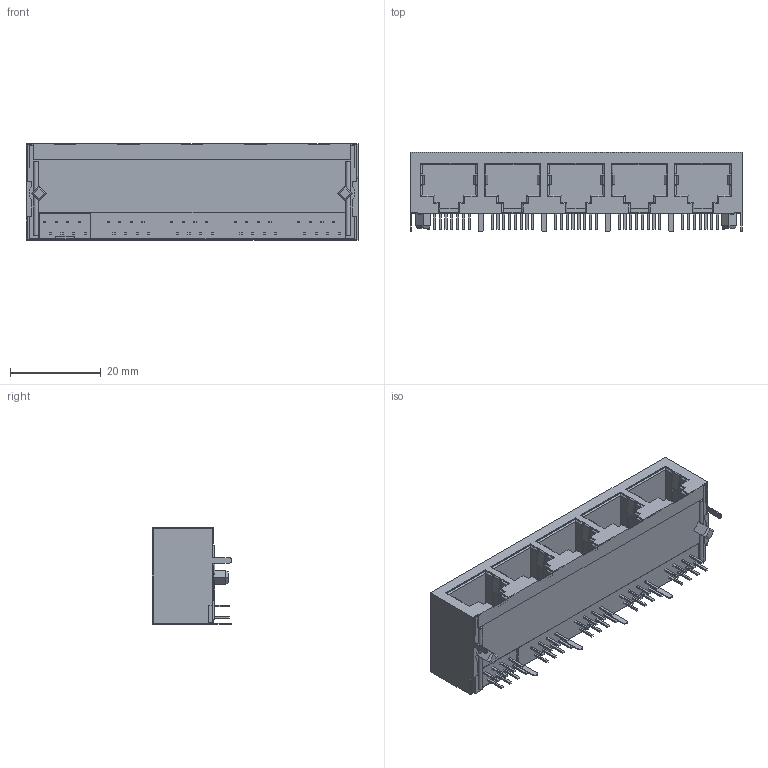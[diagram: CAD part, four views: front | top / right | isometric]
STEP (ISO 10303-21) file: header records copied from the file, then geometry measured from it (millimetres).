
FILE_DESCRIPTION (( 'STEP AP214' ), '1' );
FILE_NAME ('GSGX-NS-5-88_rA6.STEP', '2016-04-08T22:02:13', ( '' ), ( '' ), 'SwSTEP 2.0', 'SolidWorks 2014', '' );
FILE_SCHEMA (( 'AUTOMOTIVE_DESIGN' ));
Length unit declared in the file: millimetre
Products named in the file (1): GSGX-NS-5-88_rA6
Bounding box: 73.03 x 17.55 x 21.27 mm (x, y, z)
Volume: 14696.5 mm3; surface area: 12414.6 mm2
Topology: 1 solids, 1 shells, 662 faces, 1799 edges, 1166 vertices
Faces by surface type: plane 557, cylinder 105
Entity records: 25306 total; most frequent: CARTESIAN_POINT 3790, ORIENTED_EDGE 3598, DIRECTION 3177, EDGE_CURVE 1799, LINE 1639, VECTOR 1639, VERTEX_POINT 1166, AXIS2_PLACEMENT_3D 769
